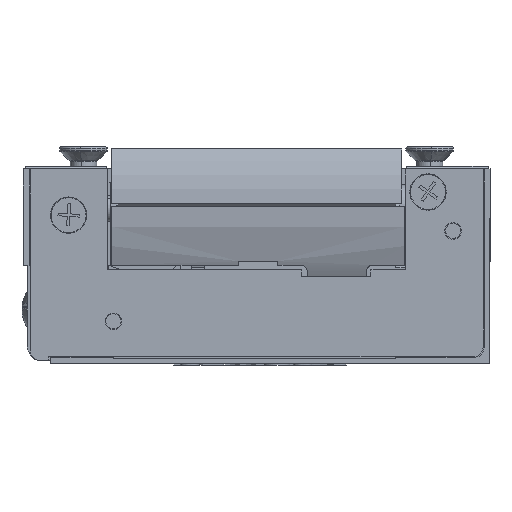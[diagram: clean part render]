
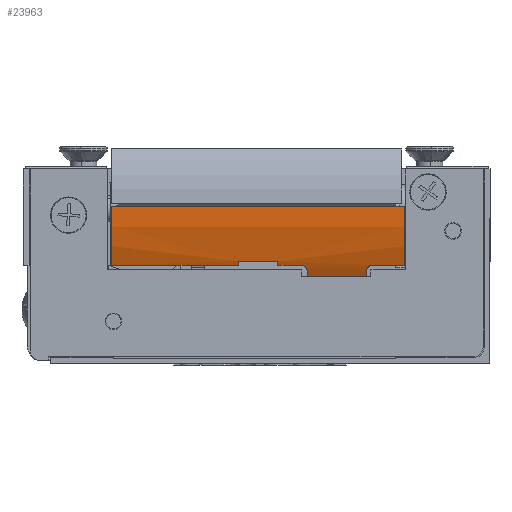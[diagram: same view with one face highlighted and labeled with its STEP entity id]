
A CAD part, left-side view. The second image highlights one B-rep face of the part: STEP entity #23963.
In plain terms, the highlighted cylindrical face has radius 22 mm (diameter 44 mm), a partial arc.
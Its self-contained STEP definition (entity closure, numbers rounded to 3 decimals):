
#355 = VERTEX_POINT ( 'NONE', #15013 ) ;
#550 = VERTEX_POINT ( 'NONE', #44421 ) ;
#740 = CARTESIAN_POINT ( 'NONE',  ( -19.994, 18.037, 0.75 ) ) ;
#1029 = DIRECTION ( 'NONE',  ( 0., 0., -1. ) ) ;
#1489 = CIRCLE ( 'NONE', #32071, 22. ) ;
#2025 = VECTOR ( 'NONE', #27905, 1000. ) ;
#2639 = ORIENTED_EDGE ( 'NONE', *, *, #62674, .T. ) ;
#4207 = CARTESIAN_POINT ( 'NONE',  ( -19.75, 3.859, 0.151 ) ) ;
#5114 = CARTESIAN_POINT ( 'NONE',  ( -19.545, 13.706, -0.318 ) ) ;
#5173 = VERTEX_POINT ( 'NONE', #52018 ) ;
#5557 = CARTESIAN_POINT ( 'NONE',  ( 0.5, 43.237, 8.75 ) ) ;
#5631 = ORIENTED_EDGE ( 'NONE', *, *, #59703, .T. ) ;
#5653 = DIRECTION ( 'NONE',  ( 0., -1., 0. ) ) ;
#6239 = CARTESIAN_POINT ( 'NONE',  ( 0.5, -1.313, 8.75 ) ) ;
#7979 = CARTESIAN_POINT ( 'NONE',  ( -21.498, -1.313, 9.05 ) ) ;
#9018 = CIRCLE ( 'NONE', #54350, 22. ) ;
#9181 = CARTESIAN_POINT ( 'NONE',  ( -19.762, 3.587, 0.178 ) ) ;
#9287 = VERTEX_POINT ( 'NONE', #49459 ) ;
#10227 = CARTESIAN_POINT ( 'NONE',  ( -19.593, 4.398, -0.211 ) ) ;
#10438 = CARTESIAN_POINT ( 'NONE',  ( -19.673, 13.959, -0.028 ) ) ;
#10511 = VERTEX_POINT ( 'NONE', #740 ) ;
#10867 = CYLINDRICAL_SURFACE ( 'NONE', #36599, 22. ) ;
#11319 = CARTESIAN_POINT ( 'NONE',  ( -18.845, -1.313, -1.727 ) ) ;
#11651 = DIRECTION ( 'NONE',  ( 0., 1., 0. ) ) ;
#12169 = CARTESIAN_POINT ( 'NONE',  ( -19.761, -1.313, 0.178 ) ) ;
#12217 = CARTESIAN_POINT ( 'NONE',  ( -21.498, 43.237, 9.05 ) ) ;
#12826 = CARTESIAN_POINT ( 'NONE',  ( -19.761, 43.237, 0.178 ) ) ;
#13559 = ORIENTED_EDGE ( 'NONE', *, *, #18479, .F. ) ;
#14346 = DIRECTION ( 'NONE',  ( 0., 0., -1. ) ) ;
#14486 = CARTESIAN_POINT ( 'NONE',  ( 0.5, 4.587, 8.75 ) ) ;
#15013 = CARTESIAN_POINT ( 'NONE',  ( -19.762, 3.587, 0.178 ) ) ;
#15315 = LINE ( 'NONE', #47967, #55589 ) ;
#16076 = VERTEX_POINT ( 'NONE', #33292 ) ;
#16093 = CARTESIAN_POINT ( 'NONE',  ( -19.439, 13.611, -0.548 ) ) ;
#16687 = EDGE_LOOP ( 'NONE', ( #68162, #27114, #42858, #56498, #22354, #54309, #50860, #42465, #62013, #5631, #62731, #13559, #52024, #2639 ) ) ;
#17586 = AXIS2_PLACEMENT_3D ( 'NONE', #29118, #44729, #28059 ) ;
#17976 = CARTESIAN_POINT ( 'NONE',  ( -21.498, -1.163, 9.05 ) ) ;
#18479 = EDGE_CURVE ( 'NONE', #21671, #16076, #9018, .T. ) ;
#18676 = EDGE_CURVE ( 'NONE', #31699, #16076, #34110, .T. ) ;
#20871 = CARTESIAN_POINT ( 'NONE',  ( -19.674, 4.216, -0.027 ) ) ;
#21036 = DIRECTION ( 'NONE',  ( 0., -1., 0. ) ) ;
#21551 = CARTESIAN_POINT ( 'NONE',  ( -19.994, -1.313, 0.75 ) ) ;
#21671 = VERTEX_POINT ( 'NONE', #27326 ) ;
#21955 = EDGE_CURVE ( 'NONE', #38143, #32895, #61900, .T. ) ;
#22354 = ORIENTED_EDGE ( 'NONE', *, *, #28312, .T. ) ;
#22978 = EDGE_CURVE ( 'NONE', #30334, #5173, #15315, .T. ) ;
#23963 = ADVANCED_FACE ( 'NONE', ( #32494 ), #10867, .T. ) ;
#24575 = EDGE_CURVE ( 'NONE', #10511, #36297, #1489, .T. ) ;
#24647 = DIRECTION ( 'NONE',  ( 0., 1., 0. ) ) ;
#25333 = EDGE_CURVE ( 'NONE', #550, #355, #53646, .T. ) ;
#25356 = CARTESIAN_POINT ( 'NONE',  ( 0.5, 13.587, 8.75 ) ) ;
#26043 = CARTESIAN_POINT ( 'NONE',  ( -19.322, 13.587, -0.794 ) ) ;
#26412 = CIRCLE ( 'NONE', #66069, 22. ) ;
#27114 = ORIENTED_EDGE ( 'NONE', *, *, #32646, .T. ) ;
#27326 = CARTESIAN_POINT ( 'NONE',  ( -18.845, 13.587, -1.727 ) ) ;
#27905 = DIRECTION ( 'NONE',  ( 0., -1., 0. ) ) ;
#28059 = DIRECTION ( 'NONE',  ( 0., 0., -1. ) ) ;
#28171 = EDGE_CURVE ( 'NONE', #35692, #5173, #41398, .T. ) ;
#28312 = EDGE_CURVE ( 'NONE', #32895, #30334, #36833, .T. ) ;
#28846 = LINE ( 'NONE', #12169, #49567 ) ;
#29118 = CARTESIAN_POINT ( 'NONE',  ( 0.5, 24.037, 8.75 ) ) ;
#30334 = VERTEX_POINT ( 'NONE', #12826 ) ;
#30811 = CARTESIAN_POINT ( 'NONE',  ( -19.438, 4.564, -0.549 ) ) ;
#31034 = CARTESIAN_POINT ( 'NONE',  ( -19.381, 13.587, -0.671 ) ) ;
#31699 = VERTEX_POINT ( 'NONE', #58726 ) ;
#32071 = AXIS2_PLACEMENT_3D ( 'NONE', #69641, #21036, #42678 ) ;
#32494 = FACE_OUTER_BOUND ( 'NONE', #16687, .T. ) ;
#32646 = EDGE_CURVE ( 'NONE', #355, #34720, #40035, .T. ) ;
#32895 = VERTEX_POINT ( 'NONE', #12217 ) ;
#33292 = CARTESIAN_POINT ( 'NONE',  ( -19.322, 13.587, -0.794 ) ) ;
#33805 = DIRECTION ( 'NONE',  ( 0., -1., 0. ) ) ;
#34110 = B_SPLINE_CURVE_WITH_KNOTS ( 'NONE', 3,
 ( #43077, #47356, #53371, #64713, #10438, #53720, #5114, #16093, #31034, #26043 ),
 .UNSPECIFIED., .F., .F.,
 ( 4, 2, 2, 2, 4 ),
 ( 0., 0., 0.001, 0.001, 0.002 ),
 .UNSPECIFIED. ) ;
#34302 = VECTOR ( 'NONE', #24647, 1000. ) ;
#34720 = VERTEX_POINT ( 'NONE', #43476 ) ;
#35692 = VERTEX_POINT ( 'NONE', #42314 ) ;
#36297 = VERTEX_POINT ( 'NONE', #60257 ) ;
#36599 = AXIS2_PLACEMENT_3D ( 'NONE', #6239, #54502, #54159 ) ;
#36818 = CARTESIAN_POINT ( 'NONE',  ( -19.545, 4.468, -0.318 ) ) ;
#36833 = CIRCLE ( 'NONE', #59540, 22. ) ;
#37511 = CARTESIAN_POINT ( 'NONE',  ( -19.322, 4.587, -0.793 ) ) ;
#38143 = VERTEX_POINT ( 'NONE', #17976 ) ;
#38519 = DIRECTION ( 'NONE',  ( 0., 0., -1. ) ) ;
#40035 = LINE ( 'NONE', #67364, #51938 ) ;
#40261 = DIRECTION ( 'NONE',  ( 0., 1., 0. ) ) ;
#41398 = CIRCLE ( 'NONE', #17586, 22. ) ;
#41454 = CARTESIAN_POINT ( 'NONE',  ( -19.382, 4.587, -0.67 ) ) ;
#42314 = CARTESIAN_POINT ( 'NONE',  ( -19.994, 24.037, 0.75 ) ) ;
#42465 = ORIENTED_EDGE ( 'NONE', *, *, #62807, .T. ) ;
#42678 = DIRECTION ( 'NONE',  ( 0., 0., -1. ) ) ;
#42858 = ORIENTED_EDGE ( 'NONE', *, *, #51278, .T. ) ;
#43077 = CARTESIAN_POINT ( 'NONE',  ( -19.761, 14.587, 0.178 ) ) ;
#43476 = CARTESIAN_POINT ( 'NONE',  ( -19.762, -1.163, 0.178 ) ) ;
#44200 = DIRECTION ( 'NONE',  ( 0., -1., 0. ) ) ;
#44421 = CARTESIAN_POINT ( 'NONE',  ( -19.322, 4.587, -0.793 ) ) ;
#44729 = DIRECTION ( 'NONE',  ( 0., -1., 0. ) ) ;
#45664 = VECTOR ( 'NONE', #5653, 1000. ) ;
#47356 = CARTESIAN_POINT ( 'NONE',  ( -19.761, 14.451, 0.178 ) ) ;
#47967 = CARTESIAN_POINT ( 'NONE',  ( -19.761, -1.313, 0.178 ) ) ;
#48519 = LINE ( 'NONE', #21551, #2025 ) ;
#49459 = CARTESIAN_POINT ( 'NONE',  ( -18.845, 4.587, -1.727 ) ) ;
#49567 = VECTOR ( 'NONE', #33805, 1000. ) ;
#50860 = ORIENTED_EDGE ( 'NONE', *, *, #28171, .F. ) ;
#51247 = EDGE_CURVE ( 'NONE', #21671, #9287, #59586, .T. ) ;
#51278 = EDGE_CURVE ( 'NONE', #34720, #38143, #26412, .T. ) ;
#51938 = VECTOR ( 'NONE', #55683, 1000. ) ;
#52018 = CARTESIAN_POINT ( 'NONE',  ( -19.761, 24.037, 0.178 ) ) ;
#52024 = ORIENTED_EDGE ( 'NONE', *, *, #51247, .T. ) ;
#53371 = CARTESIAN_POINT ( 'NONE',  ( -19.75, 14.316, 0.151 ) ) ;
#53646 = B_SPLINE_CURVE_WITH_KNOTS ( 'NONE', 3,
 ( #37511, #41454, #30811, #36818, #10227, #20871, #58473, #4207, #63113, #9181 ),
 .UNSPECIFIED., .F., .F.,
 ( 4, 2, 2, 2, 4 ),
 ( 0., 0., 0.001, 0.001, 0.002 ),
 .UNSPECIFIED. ) ;
#53720 = CARTESIAN_POINT ( 'NONE',  ( -19.593, 13.777, -0.21 ) ) ;
#54159 = DIRECTION ( 'NONE',  ( 0., 0., -1. ) ) ;
#54309 = ORIENTED_EDGE ( 'NONE', *, *, #22978, .T. ) ;
#54350 = AXIS2_PLACEMENT_3D ( 'NONE', #25356, #40261, #14346 ) ;
#54502 = DIRECTION ( 'NONE',  ( 0., -1., 0. ) ) ;
#55589 = VECTOR ( 'NONE', #69606, 1000. ) ;
#55683 = DIRECTION ( 'NONE',  ( 0., -1., 0. ) ) ;
#56498 = ORIENTED_EDGE ( 'NONE', *, *, #21955, .T. ) ;
#58129 = DIRECTION ( 'NONE',  ( 0., 0., -1. ) ) ;
#58469 = DIRECTION ( 'NONE',  ( 0., 1., 0. ) ) ;
#58473 = CARTESIAN_POINT ( 'NONE',  ( -19.706, 4.105, 0.048 ) ) ;
#58726 = CARTESIAN_POINT ( 'NONE',  ( -19.761, 14.587, 0.178 ) ) ;
#59540 = AXIS2_PLACEMENT_3D ( 'NONE', #5557, #44200, #38519 ) ;
#59586 = LINE ( 'NONE', #11319, #45664 ) ;
#59703 = EDGE_CURVE ( 'NONE', #36297, #31699, #28846, .T. ) ;
#59763 = AXIS2_PLACEMENT_3D ( 'NONE', #14486, #58469, #58129 ) ;
#60257 = CARTESIAN_POINT ( 'NONE',  ( -19.761, 18.037, 0.178 ) ) ;
#60621 = CARTESIAN_POINT ( 'NONE',  ( 0.5, -1.163, 8.75 ) ) ;
#61900 = LINE ( 'NONE', #7979, #34302 ) ;
#62013 = ORIENTED_EDGE ( 'NONE', *, *, #24575, .T. ) ;
#62674 = EDGE_CURVE ( 'NONE', #9287, #550, #66546, .T. ) ;
#62731 = ORIENTED_EDGE ( 'NONE', *, *, #18676, .T. ) ;
#62807 = EDGE_CURVE ( 'NONE', #35692, #10511, #48519, .T. ) ;
#63113 = CARTESIAN_POINT ( 'NONE',  ( -19.762, 3.724, 0.178 ) ) ;
#64713 = CARTESIAN_POINT ( 'NONE',  ( -19.706, 14.07, 0.048 ) ) ;
#66069 = AXIS2_PLACEMENT_3D ( 'NONE', #60621, #11651, #1029 ) ;
#66546 = CIRCLE ( 'NONE', #59763, 22. ) ;
#67364 = CARTESIAN_POINT ( 'NONE',  ( -19.762, -1.313, 0.178 ) ) ;
#68162 = ORIENTED_EDGE ( 'NONE', *, *, #25333, .T. ) ;
#69606 = DIRECTION ( 'NONE',  ( 0., -1., 0. ) ) ;
#69641 = CARTESIAN_POINT ( 'NONE',  ( 0.5, 18.037, 8.75 ) ) ;
